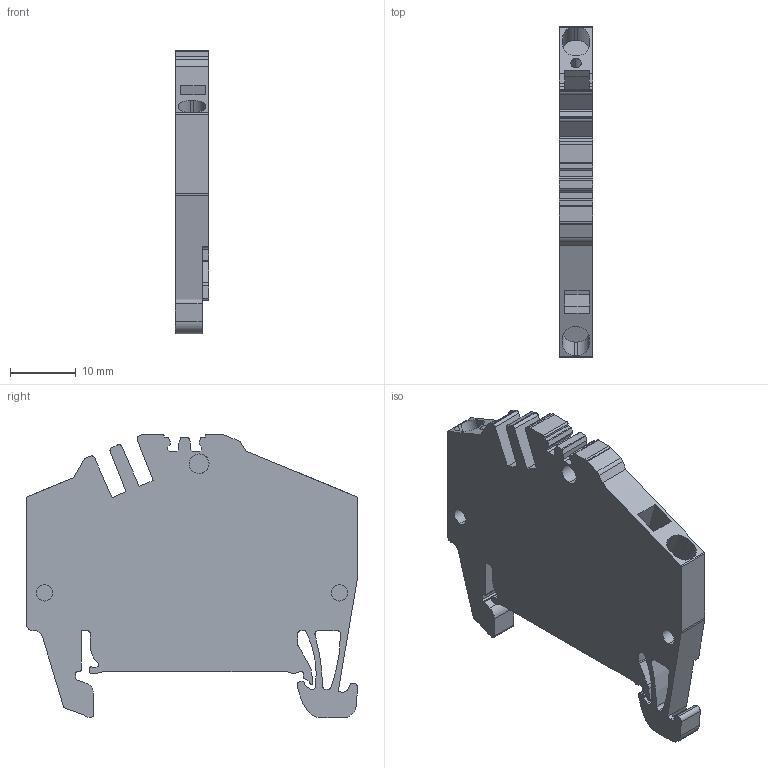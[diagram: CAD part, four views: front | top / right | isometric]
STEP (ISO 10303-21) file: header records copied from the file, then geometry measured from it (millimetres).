
FILE_DESCRIPTION(('CATIA V5 STEP Exchange','CAx-IF Rec.Pracs.--- Model Styling and Organization---1.4--- 2014-01-23'),'2;1');
FILE_NAME ('D1455992_1', '2023-07-18T06:33:36+00:00', ('none'), ('Weidmueller'), 'CATIA Version 5-6 Release 2016 SP3 HF44', 'CATIA V5 STEP AP214', 'none');
FILE_SCHEMA(('AUTOMOTIVE_DESIGN { 1 0 10303 214 1 1 1 1 }'));
Length unit declared in the file: millimetre
Products named in the file (1): 1779000000
Bounding box: 5.1 x 50.5 x 43.25 mm (x, y, z)
Volume: 7244.9 mm3; surface area: 5335.5 mm2
Topology: 1 solids, 1 shells, 243 faces, 693 edges, 460 vertices
Faces by surface type: plane 135, cylinder 108
Entity records: 7967 total; most frequent: CARTESIAN_POINT 1678, ORIENTED_EDGE 1386, DIRECTION 1140, EDGE_CURVE 693, VECTOR 473, LINE 473, VERTEX_POINT 460, AXIS2_PLACEMENT_3D 431
